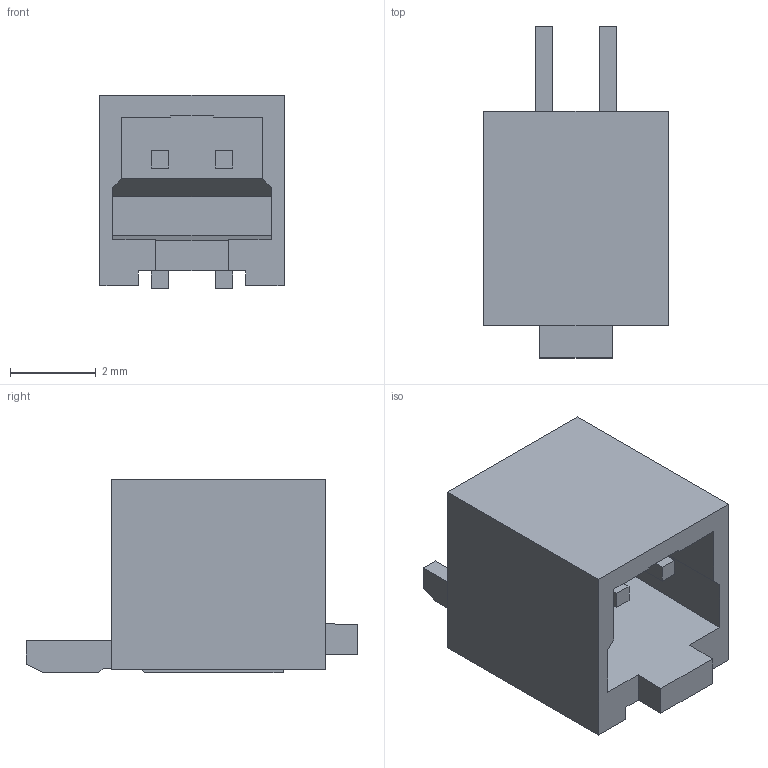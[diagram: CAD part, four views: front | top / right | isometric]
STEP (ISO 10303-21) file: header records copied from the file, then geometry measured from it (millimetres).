
FILE_DESCRIPTION(('STEP AP242'),'1');
FILE_NAME('0874380243.stp','2025-05-09T13:58:37',('TraceParts'),('TraceParts S.A.'),'Spatial InterOp 3D',' ',' ');
FILE_SCHEMA(('AP242_MANAGED_MODEL_BASED_3D_ENGINEERING_MIM_LF {1 0 10303 442 1 1 4}'));
Length unit declared in the file: millimetre
Products named in the file (1): 0874380243
Bounding box: 4.3 x 7.75 x 4.52 mm (x, y, z)
Volume: 60.8 mm3; surface area: 202.5 mm2
Topology: 1 solids, 1 shells, 62 faces, 172 edges, 114 vertices
Faces by surface type: plane 62
Entity records: 1965 total; most frequent: CARTESIAN_POINT 349, ORIENTED_EDGE 344, DIRECTION 298, EDGE_CURVE 172, LINE 172, VECTOR 172, VERTEX_POINT 114, EDGE_LOOP 64
